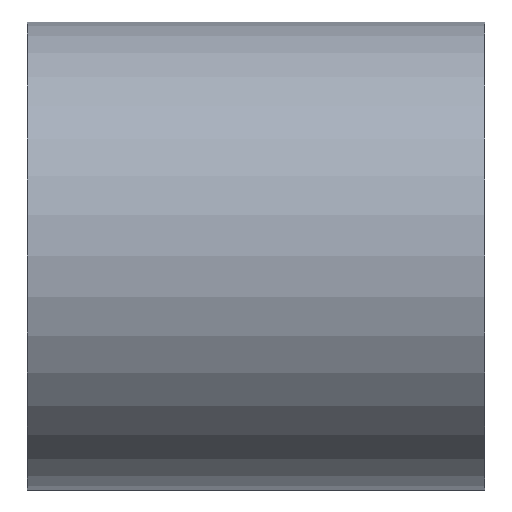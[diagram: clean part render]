
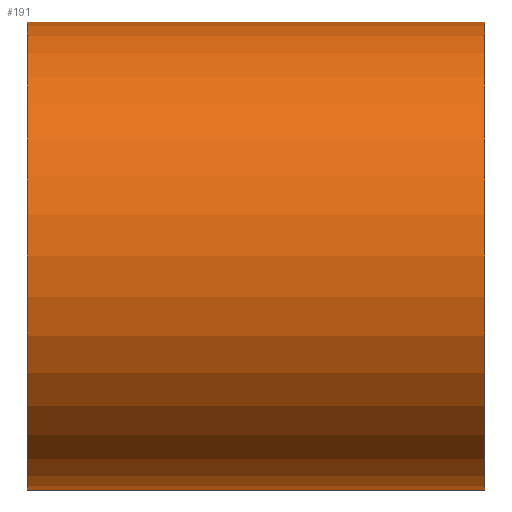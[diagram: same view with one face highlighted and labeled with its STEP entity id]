
A CAD part, front view. The second image highlights one B-rep face of the part: STEP entity #191.
In plain terms, the highlighted cylindrical face has radius 22.5 mm (diameter 45 mm), a partial arc.
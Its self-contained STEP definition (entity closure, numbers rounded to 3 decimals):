
#3 = DIRECTION ( 'NONE',  ( 0., 0., 1. ) ) ;
#5 = FACE_OUTER_BOUND ( 'NONE', #30, .T. ) ;
#11 = VERTEX_POINT ( 'NONE', #56 ) ;
#13 = LINE ( 'NONE', #130, #121 ) ;
#23 = CARTESIAN_POINT ( 'NONE',  ( -46.222, 0., 0. ) ) ;
#30 = EDGE_LOOP ( 'NONE', ( #226, #248, #47, #168 ) ) ;
#47 = ORIENTED_EDGE ( 'NONE', *, *, #295, .T. ) ;
#51 = DIRECTION ( 'NONE',  ( -1., 0., 0. ) ) ;
#56 = CARTESIAN_POINT ( 'NONE',  ( 37.983, 0., -22.5 ) ) ;
#61 = CARTESIAN_POINT ( 'NONE',  ( -46.222, 0., -22.5 ) ) ;
#64 = CARTESIAN_POINT ( 'NONE',  ( 37.983, 0., 22.5 ) ) ;
#93 = DIRECTION ( 'NONE',  ( 0., 0., 1. ) ) ;
#97 = AXIS2_PLACEMENT_3D ( 'NONE', #135, #51, #145 ) ;
#106 = DIRECTION ( 'NONE',  ( -1., 0., 0. ) ) ;
#114 = DIRECTION ( 'NONE',  ( -1., 0., 0. ) ) ;
#117 = VERTEX_POINT ( 'NONE', #142 ) ;
#119 = VERTEX_POINT ( 'NONE', #64 ) ;
#121 = VECTOR ( 'NONE', #106, 1000. ) ;
#130 = CARTESIAN_POINT ( 'NONE',  ( -46.222, 0., 22.5 ) ) ;
#132 = CIRCLE ( 'NONE', #161, 22.5 ) ;
#135 = CARTESIAN_POINT ( 'NONE',  ( -6.017, 0., 0. ) ) ;
#137 = AXIS2_PLACEMENT_3D ( 'NONE', #23, #262, #93 ) ;
#142 = CARTESIAN_POINT ( 'NONE',  ( -6.017, 0., 22.5 ) ) ;
#145 = DIRECTION ( 'NONE',  ( 0., 0., 1. ) ) ;
#161 = AXIS2_PLACEMENT_3D ( 'NONE', #310, #114, #3 ) ;
#168 = ORIENTED_EDGE ( 'NONE', *, *, #222, .F. ) ;
#187 = CARTESIAN_POINT ( 'NONE',  ( -6.017, 0., -22.5 ) ) ;
#191 = ADVANCED_FACE ( 'NONE', ( #5 ), #239, .T. ) ;
#221 = VERTEX_POINT ( 'NONE', #187 ) ;
#222 = EDGE_CURVE ( 'NONE', #221, #117, #301, .T. ) ;
#225 = VECTOR ( 'NONE', #273, 1000. ) ;
#226 = ORIENTED_EDGE ( 'NONE', *, *, #312, .F. ) ;
#239 = CYLINDRICAL_SURFACE ( 'NONE', #137, 22.5 ) ;
#244 = EDGE_CURVE ( 'NONE', #11, #119, #132, .T. ) ;
#248 = ORIENTED_EDGE ( 'NONE', *, *, #244, .T. ) ;
#262 = DIRECTION ( 'NONE',  ( -1., 0., 0. ) ) ;
#273 = DIRECTION ( 'NONE',  ( -1., 0., 0. ) ) ;
#274 = LINE ( 'NONE', #61, #225 ) ;
#295 = EDGE_CURVE ( 'NONE', #119, #117, #13, .T. ) ;
#301 = CIRCLE ( 'NONE', #97, 22.5 ) ;
#310 = CARTESIAN_POINT ( 'NONE',  ( 37.983, 0., 0. ) ) ;
#312 = EDGE_CURVE ( 'NONE', #11, #221, #274, .T. ) ;
